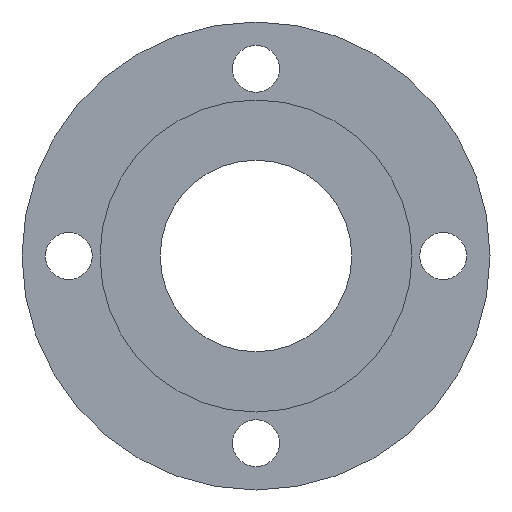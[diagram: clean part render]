
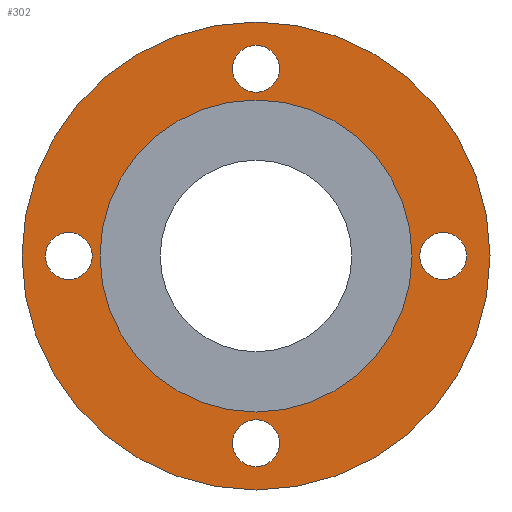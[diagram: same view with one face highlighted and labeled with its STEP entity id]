
A CAD part, front view. The second image highlights one B-rep face of the part: STEP entity #302.
In plain terms, the highlighted planar face has unit normal (0, -1, 0).
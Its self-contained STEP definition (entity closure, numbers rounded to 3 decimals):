
#5 = EDGE_LOOP ( 'NONE', ( #177, #424 ) ) ;
#21 = DIRECTION ( 'NONE',  ( 0., 0., -1. ) ) ;
#47 = DIRECTION ( 'NONE',  ( 0., 1., 0. ) ) ;
#53 = VERTEX_POINT ( 'NONE', #371 ) ;
#58 = CIRCLE ( 'NONE', #574, 9.55 ) ;
#60 = ORIENTED_EDGE ( 'NONE', *, *, #602, .F. ) ;
#69 = CARTESIAN_POINT ( 'NONE',  ( 0., 1.6, 0. ) ) ;
#77 = DIRECTION ( 'NONE',  ( 0., -1., 0. ) ) ;
#88 = EDGE_LOOP ( 'NONE', ( #790, #468 ) ) ;
#92 = CARTESIAN_POINT ( 'NONE',  ( 0., 1.6, -63.5 ) ) ;
#94 = CARTESIAN_POINT ( 'NONE',  ( 0., 1.6, 76.2 ) ) ;
#96 = AXIS2_PLACEMENT_3D ( 'NONE', #283, #291, #368 ) ;
#106 = CIRCLE ( 'NONE', #862, 63.5 ) ;
#108 = PLANE ( 'NONE',  #241 ) ;
#109 = EDGE_LOOP ( 'NONE', ( #696, #683 ) ) ;
#110 = DIRECTION ( 'NONE',  ( 0., 0., 1. ) ) ;
#115 = ORIENTED_EDGE ( 'NONE', *, *, #272, .F. ) ;
#130 = CIRCLE ( 'NONE', #608, 9.55 ) ;
#147 = CARTESIAN_POINT ( 'NONE',  ( 0., 1.6, -76.2 ) ) ;
#148 = CARTESIAN_POINT ( 'NONE',  ( 0., 1.6, -95.25 ) ) ;
#162 = DIRECTION ( 'NONE',  ( 0., 1., 0. ) ) ;
#165 = CIRCLE ( 'NONE', #847, 9.55 ) ;
#174 = VERTEX_POINT ( 'NONE', #586 ) ;
#177 = ORIENTED_EDGE ( 'NONE', *, *, #640, .F. ) ;
#186 = DIRECTION ( 'NONE',  ( 0., -1., 0. ) ) ;
#190 = DIRECTION ( 'NONE',  ( -1., 0., 0. ) ) ;
#193 = CARTESIAN_POINT ( 'NONE',  ( 0., 1.6, 66.65 ) ) ;
#194 = CARTESIAN_POINT ( 'NONE',  ( 66.65, 1.6, 0. ) ) ;
#201 = EDGE_CURVE ( 'NONE', #174, #203, #106, .T. ) ;
#202 = DIRECTION ( 'NONE',  ( 0., 0., 1. ) ) ;
#203 = VERTEX_POINT ( 'NONE', #92 ) ;
#209 = CIRCLE ( 'NONE', #520, 63.5 ) ;
#227 = ORIENTED_EDGE ( 'NONE', *, *, #341, .F. ) ;
#238 = FACE_OUTER_BOUND ( 'NONE', #382, .T. ) ;
#240 = CARTESIAN_POINT ( 'NONE',  ( -85.75, 1.6, 0. ) ) ;
#241 = AXIS2_PLACEMENT_3D ( 'NONE', #392, #806, #825 ) ;
#246 = VERTEX_POINT ( 'NONE', #870 ) ;
#248 = FACE_BOUND ( 'NONE', #866, .T. ) ;
#265 = CIRCLE ( 'NONE', #431, 9.55 ) ;
#270 = CIRCLE ( 'NONE', #359, 95.25 ) ;
#272 = EDGE_CURVE ( 'NONE', #326, #429, #270, .T. ) ;
#279 = DIRECTION ( 'NONE',  ( 0., -1., 0. ) ) ;
#283 = CARTESIAN_POINT ( 'NONE',  ( 0., 1.6, 76.2 ) ) ;
#285 = AXIS2_PLACEMENT_3D ( 'NONE', #709, #279, #786 ) ;
#291 = DIRECTION ( 'NONE',  ( 0., -1., 0. ) ) ;
#292 = CIRCLE ( 'NONE', #408, 9.55 ) ;
#302 = ADVANCED_FACE ( 'NONE', ( #460, #248, #528, #813, #744, #238 ), #108, .T. ) ;
#320 = ORIENTED_EDGE ( 'NONE', *, *, #707, .F. ) ;
#326 = VERTEX_POINT ( 'NONE', #148 ) ;
#333 = CIRCLE ( 'NONE', #853, 9.55 ) ;
#335 = EDGE_LOOP ( 'NONE', ( #227, #535 ) ) ;
#341 = EDGE_CURVE ( 'NONE', #474, #857, #489, .T. ) ;
#344 = ORIENTED_EDGE ( 'NONE', *, *, #734, .F. ) ;
#349 = DIRECTION ( 'NONE',  ( 0., -1., 0. ) ) ;
#352 = CARTESIAN_POINT ( 'NONE',  ( 0., 1.6, -85.75 ) ) ;
#359 = AXIS2_PLACEMENT_3D ( 'NONE', #451, #456, #590 ) ;
#368 = DIRECTION ( 'NONE',  ( 0., 0., 1. ) ) ;
#371 = CARTESIAN_POINT ( 'NONE',  ( 0., 1.6, -66.65 ) ) ;
#382 = EDGE_LOOP ( 'NONE', ( #320, #115 ) ) ;
#392 = CARTESIAN_POINT ( 'NONE',  ( 0., 1.6, 63.5 ) ) ;
#396 = EDGE_CURVE ( 'NONE', #203, #174, #209, .T. ) ;
#408 = AXIS2_PLACEMENT_3D ( 'NONE', #531, #450, #878 ) ;
#416 = CARTESIAN_POINT ( 'NONE',  ( 0., 1.6, 95.25 ) ) ;
#419 = CARTESIAN_POINT ( 'NONE',  ( 0., 1.6, -76.2 ) ) ;
#424 = ORIENTED_EDGE ( 'NONE', *, *, #529, .F. ) ;
#429 = VERTEX_POINT ( 'NONE', #416 ) ;
#431 = AXIS2_PLACEMENT_3D ( 'NONE', #837, #186, #538 ) ;
#440 = EDGE_CURVE ( 'NONE', #807, #575, #165, .T. ) ;
#447 = DIRECTION ( 'NONE',  ( 0., -1., 0. ) ) ;
#450 = DIRECTION ( 'NONE',  ( 0., -1., 0. ) ) ;
#451 = CARTESIAN_POINT ( 'NONE',  ( 0., 1.6, 0. ) ) ;
#456 = DIRECTION ( 'NONE',  ( 0., 1., 0. ) ) ;
#460 = FACE_BOUND ( 'NONE', #109, .T. ) ;
#468 = ORIENTED_EDGE ( 'NONE', *, *, #396, .T. ) ;
#474 = VERTEX_POINT ( 'NONE', #194 ) ;
#489 = CIRCLE ( 'NONE', #285, 9.55 ) ;
#496 = CIRCLE ( 'NONE', #96, 9.55 ) ;
#498 = CIRCLE ( 'NONE', #738, 95.25 ) ;
#500 = DIRECTION ( 'NONE',  ( 0., 0., -1. ) ) ;
#520 = AXIS2_PLACEMENT_3D ( 'NONE', #69, #577, #202 ) ;
#528 = FACE_BOUND ( 'NONE', #335, .T. ) ;
#529 = EDGE_CURVE ( 'NONE', #644, #53, #130, .T. ) ;
#531 = CARTESIAN_POINT ( 'NONE',  ( -76.2, 1.6, 0. ) ) ;
#535 = ORIENTED_EDGE ( 'NONE', *, *, #874, .F. ) ;
#538 = DIRECTION ( 'NONE',  ( 1., 0., 0. ) ) ;
#574 = AXIS2_PLACEMENT_3D ( 'NONE', #94, #447, #808 ) ;
#575 = VERTEX_POINT ( 'NONE', #712 ) ;
#577 = DIRECTION ( 'NONE',  ( 0., 1., 0. ) ) ;
#586 = CARTESIAN_POINT ( 'NONE',  ( 0., 1.6, 63.5 ) ) ;
#590 = DIRECTION ( 'NONE',  ( 0., 0., 1. ) ) ;
#602 = EDGE_CURVE ( 'NONE', #246, #882, #496, .T. ) ;
#604 = CARTESIAN_POINT ( 'NONE',  ( 0., 1.6, 0. ) ) ;
#608 = AXIS2_PLACEMENT_3D ( 'NONE', #147, #650, #500 ) ;
#640 = EDGE_CURVE ( 'NONE', #53, #644, #333, .T. ) ;
#644 = VERTEX_POINT ( 'NONE', #352 ) ;
#650 = DIRECTION ( 'NONE',  ( 0., -1., 0. ) ) ;
#664 = CARTESIAN_POINT ( 'NONE',  ( 0., 1.6, 0. ) ) ;
#673 = CARTESIAN_POINT ( 'NONE',  ( 85.75, 1.6, 0. ) ) ;
#683 = ORIENTED_EDGE ( 'NONE', *, *, #440, .F. ) ;
#696 = ORIENTED_EDGE ( 'NONE', *, *, #759, .F. ) ;
#707 = EDGE_CURVE ( 'NONE', #429, #326, #498, .T. ) ;
#709 = CARTESIAN_POINT ( 'NONE',  ( 76.2, 1.6, 0. ) ) ;
#712 = CARTESIAN_POINT ( 'NONE',  ( -66.65, 1.6, 0. ) ) ;
#734 = EDGE_CURVE ( 'NONE', #882, #246, #58, .T. ) ;
#738 = AXIS2_PLACEMENT_3D ( 'NONE', #604, #47, #110 ) ;
#744 = FACE_BOUND ( 'NONE', #88, .T. ) ;
#759 = EDGE_CURVE ( 'NONE', #575, #807, #292, .T. ) ;
#786 = DIRECTION ( 'NONE',  ( 1., 0., 0. ) ) ;
#790 = ORIENTED_EDGE ( 'NONE', *, *, #201, .T. ) ;
#806 = DIRECTION ( 'NONE',  ( 0., -1., 0. ) ) ;
#807 = VERTEX_POINT ( 'NONE', #240 ) ;
#808 = DIRECTION ( 'NONE',  ( 0., 0., 1. ) ) ;
#813 = FACE_BOUND ( 'NONE', #5, .T. ) ;
#825 = DIRECTION ( 'NONE',  ( 0., 0., -1. ) ) ;
#837 = CARTESIAN_POINT ( 'NONE',  ( 76.2, 1.6, 0. ) ) ;
#847 = AXIS2_PLACEMENT_3D ( 'NONE', #900, #349, #190 ) ;
#853 = AXIS2_PLACEMENT_3D ( 'NONE', #419, #77, #21 ) ;
#857 = VERTEX_POINT ( 'NONE', #673 ) ;
#862 = AXIS2_PLACEMENT_3D ( 'NONE', #664, #162, #880 ) ;
#866 = EDGE_LOOP ( 'NONE', ( #344, #60 ) ) ;
#870 = CARTESIAN_POINT ( 'NONE',  ( 0., 1.6, 85.75 ) ) ;
#874 = EDGE_CURVE ( 'NONE', #857, #474, #265, .T. ) ;
#878 = DIRECTION ( 'NONE',  ( -1., 0., 0. ) ) ;
#880 = DIRECTION ( 'NONE',  ( 0., 0., 1. ) ) ;
#882 = VERTEX_POINT ( 'NONE', #193 ) ;
#900 = CARTESIAN_POINT ( 'NONE',  ( -76.2, 1.6, 0. ) ) ;
